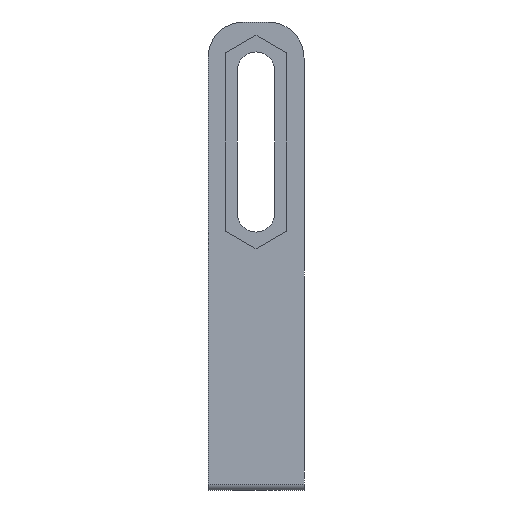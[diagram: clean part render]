
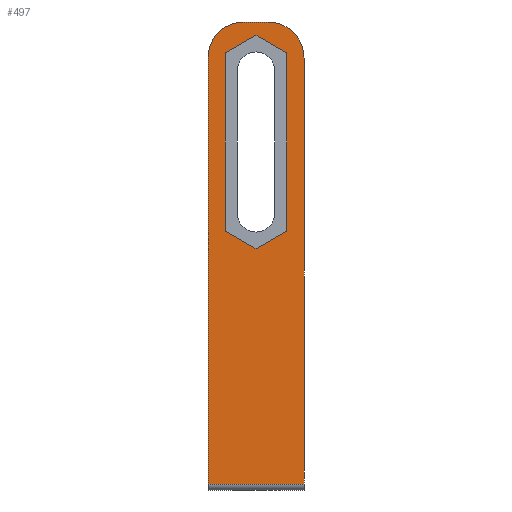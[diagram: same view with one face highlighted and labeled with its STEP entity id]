
A CAD part, left-side view. The second image highlights one B-rep face of the part: STEP entity #497.
In plain terms, the highlighted planar face has unit normal (-1, 0, 0).
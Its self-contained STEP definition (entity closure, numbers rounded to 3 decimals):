
#16 = VERTEX_POINT ( 'NONE', #795 ) ;
#23 = CARTESIAN_POINT ( 'NONE',  ( 0., 16., 78. ) ) ;
#24 = DIRECTION ( 'NONE',  ( 0., 0., -1. ) ) ;
#37 = LINE ( 'NONE', #642, #115 ) ;
#53 = ORIENTED_EDGE ( 'NONE', *, *, #1203, .F. ) ;
#103 = VECTOR ( 'NONE', #609, 1000. ) ;
#115 = VECTOR ( 'NONE', #1427, 1000. ) ;
#124 = DIRECTION ( 'NONE',  ( -1., 0., 0. ) ) ;
#132 = DIRECTION ( 'NONE',  ( 0., 0., -1. ) ) ;
#144 = ORIENTED_EDGE ( 'NONE', *, *, #1044, .F. ) ;
#157 = CIRCLE ( 'NONE', #528, 6. ) ;
#163 = CARTESIAN_POINT ( 'NONE',  ( 0., 0., 1. ) ) ;
#194 = LINE ( 'NONE', #1172, #412 ) ;
#224 = VERTEX_POINT ( 'NONE', #730 ) ;
#260 = AXIS2_PLACEMENT_3D ( 'NONE', #672, #1200, #24 ) ;
#275 = DIRECTION ( 'NONE',  ( 0., -0.866, 0.5 ) ) ;
#289 = CARTESIAN_POINT ( 'NONE',  ( 0., 10., 78. ) ) ;
#297 = EDGE_CURVE ( 'NONE', #961, #963, #1079, .T. ) ;
#318 = VERTEX_POINT ( 'NONE', #1128 ) ;
#332 = VERTEX_POINT ( 'NONE', #1414 ) ;
#350 = EDGE_CURVE ( 'NONE', #594, #318, #786, .T. ) ;
#362 = DIRECTION ( 'NONE',  ( 0., 0.866, -0.5 ) ) ;
#400 = CARTESIAN_POINT ( 'NONE',  ( 0., 0., 2. ) ) ;
#406 = CARTESIAN_POINT ( 'NONE',  ( 0., 16., 72. ) ) ;
#412 = VECTOR ( 'NONE', #362, 1000. ) ;
#424 = LINE ( 'NONE', #1217, #1028 ) ;
#431 = DIRECTION ( 'NONE',  ( 0., 0.866, 0.5 ) ) ;
#494 = AXIS2_PLACEMENT_3D ( 'NONE', #700, #509, #132 ) ;
#497 = ADVANCED_FACE ( 'NONE', ( #986, #747 ), #570, .F. ) ;
#509 = DIRECTION ( 'NONE',  ( 1., 0., 0. ) ) ;
#528 = AXIS2_PLACEMENT_3D ( 'NONE', #1029, #124, #1173 ) ;
#535 = VERTEX_POINT ( 'NONE', #769 ) ;
#547 = DIRECTION ( 'NONE',  ( 0., -1., 0. ) ) ;
#563 = EDGE_CURVE ( 'NONE', #963, #1638, #37, .T. ) ;
#570 = PLANE ( 'NONE',  #494 ) ;
#579 = VECTOR ( 'NONE', #547, 1000. ) ;
#580 = VECTOR ( 'NONE', #812, 1000. ) ;
#594 = VERTEX_POINT ( 'NONE', #1165 ) ;
#609 = DIRECTION ( 'NONE',  ( 0., 0., -1. ) ) ;
#613 = VECTOR ( 'NONE', #275, 1000. ) ;
#621 = ORIENTED_EDGE ( 'NONE', *, *, #297, .T. ) ;
#642 = CARTESIAN_POINT ( 'NONE',  ( 0., 0., 1. ) ) ;
#659 = ORIENTED_EDGE ( 'NONE', *, *, #1233, .F. ) ;
#672 = CARTESIAN_POINT ( 'NONE',  ( 0., 10., 72. ) ) ;
#688 = CARTESIAN_POINT ( 'NONE',  ( 0., 2.9, 72.844 ) ) ;
#700 = CARTESIAN_POINT ( 'NONE',  ( 0., 0., 2. ) ) ;
#701 = LINE ( 'NONE', #688, #956 ) ;
#702 = VERTEX_POINT ( 'NONE', #289 ) ;
#720 = EDGE_LOOP ( 'NONE', ( #1573, #793, #144, #659, #1650, #1552 ) ) ;
#730 = CARTESIAN_POINT ( 'NONE',  ( 0., 0., 72. ) ) ;
#739 = EDGE_CURVE ( 'NONE', #318, #332, #424, .T. ) ;
#747 = FACE_OUTER_BOUND ( 'NONE', #854, .T. ) ;
#769 = CARTESIAN_POINT ( 'NONE',  ( 0., 6., 78. ) ) ;
#786 = LINE ( 'NONE', #1270, #103 ) ;
#793 = ORIENTED_EDGE ( 'NONE', *, *, #350, .F. ) ;
#795 = CARTESIAN_POINT ( 'NONE',  ( 0., 2.9, 43.156 ) ) ;
#806 = CARTESIAN_POINT ( 'NONE',  ( 0., 8., 75.789 ) ) ;
#809 = ORIENTED_EDGE ( 'NONE', *, *, #925, .T. ) ;
#812 = DIRECTION ( 'NONE',  ( 0., 0., 1. ) ) ;
#833 = EDGE_CURVE ( 'NONE', #224, #535, #157, .T. ) ;
#854 = EDGE_LOOP ( 'NONE', ( #621, #1263, #1688, #1183, #53, #809 ) ) ;
#857 = VERTEX_POINT ( 'NONE', #1036 ) ;
#862 = CARTESIAN_POINT ( 'NONE',  ( 0., 16., 2. ) ) ;
#925 = EDGE_CURVE ( 'NONE', #702, #961, #1517, .T. ) ;
#932 = LINE ( 'NONE', #1066, #613 ) ;
#956 = VECTOR ( 'NONE', #431, 1000. ) ;
#961 = VERTEX_POINT ( 'NONE', #406 ) ;
#963 = VERTEX_POINT ( 'NONE', #1055 ) ;
#969 = VECTOR ( 'NONE', #1376, 1000. ) ;
#986 = FACE_BOUND ( 'NONE', #720, .T. ) ;
#990 = VERTEX_POINT ( 'NONE', #806 ) ;
#1017 = EDGE_CURVE ( 'NONE', #224, #1638, #1152, .T. ) ;
#1020 = LINE ( 'NONE', #1343, #580 ) ;
#1028 = VECTOR ( 'NONE', #1359, 1000. ) ;
#1029 = CARTESIAN_POINT ( 'NONE',  ( 0., 6., 72. ) ) ;
#1036 = CARTESIAN_POINT ( 'NONE',  ( 0., 2.9, 72.844 ) ) ;
#1040 = LINE ( 'NONE', #23, #579 ) ;
#1044 = EDGE_CURVE ( 'NONE', #990, #594, #194, .T. ) ;
#1055 = CARTESIAN_POINT ( 'NONE',  ( 0., 16., 1. ) ) ;
#1061 = DIRECTION ( 'NONE',  ( 0., 0., -1. ) ) ;
#1066 = CARTESIAN_POINT ( 'NONE',  ( 0., 8., 40.211 ) ) ;
#1079 = LINE ( 'NONE', #862, #969 ) ;
#1128 = CARTESIAN_POINT ( 'NONE',  ( 0., 13.1, 43.156 ) ) ;
#1152 = LINE ( 'NONE', #400, #1643 ) ;
#1165 = CARTESIAN_POINT ( 'NONE',  ( 0., 13.1, 72.844 ) ) ;
#1170 = EDGE_CURVE ( 'NONE', #332, #16, #932, .T. ) ;
#1172 = CARTESIAN_POINT ( 'NONE',  ( 0., 8., 75.789 ) ) ;
#1173 = DIRECTION ( 'NONE',  ( 0., 0., -1. ) ) ;
#1183 = ORIENTED_EDGE ( 'NONE', *, *, #833, .T. ) ;
#1200 = DIRECTION ( 'NONE',  ( -1., 0., 0. ) ) ;
#1203 = EDGE_CURVE ( 'NONE', #702, #535, #1040, .T. ) ;
#1217 = CARTESIAN_POINT ( 'NONE',  ( 0., 13.1, 43.156 ) ) ;
#1233 = EDGE_CURVE ( 'NONE', #857, #990, #701, .T. ) ;
#1263 = ORIENTED_EDGE ( 'NONE', *, *, #563, .T. ) ;
#1267 = EDGE_CURVE ( 'NONE', #16, #857, #1020, .T. ) ;
#1270 = CARTESIAN_POINT ( 'NONE',  ( 0., 13.1, 49.044 ) ) ;
#1343 = CARTESIAN_POINT ( 'NONE',  ( 0., 2.9, 66.956 ) ) ;
#1359 = DIRECTION ( 'NONE',  ( 0., -0.866, -0.5 ) ) ;
#1376 = DIRECTION ( 'NONE',  ( 0., 0., -1. ) ) ;
#1414 = CARTESIAN_POINT ( 'NONE',  ( 0., 8., 40.211 ) ) ;
#1427 = DIRECTION ( 'NONE',  ( 0., -1., 0. ) ) ;
#1517 = CIRCLE ( 'NONE', #260, 6. ) ;
#1552 = ORIENTED_EDGE ( 'NONE', *, *, #1170, .F. ) ;
#1573 = ORIENTED_EDGE ( 'NONE', *, *, #739, .F. ) ;
#1638 = VERTEX_POINT ( 'NONE', #163 ) ;
#1643 = VECTOR ( 'NONE', #1061, 1000. ) ;
#1650 = ORIENTED_EDGE ( 'NONE', *, *, #1267, .F. ) ;
#1688 = ORIENTED_EDGE ( 'NONE', *, *, #1017, .F. ) ;
